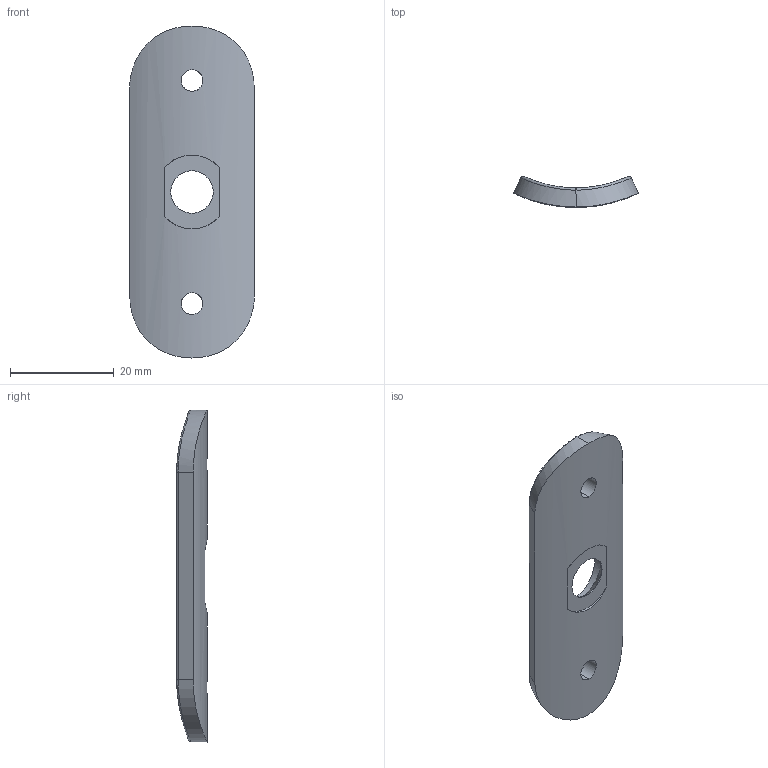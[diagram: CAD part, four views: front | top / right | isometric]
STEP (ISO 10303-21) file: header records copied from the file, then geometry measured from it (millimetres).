
FILE_DESCRIPTION (( 'STEP AP203' ), '1' );
FILE_NAME ('60183-240-4.step', '2019-03-20T12:33:53', ( '' ), ( '' ), 'SwSTEP 2.0', 'SolidWorks 2015', '' );
FILE_SCHEMA (( 'CONFIG_CONTROL_DESIGN' ));
Length unit declared in the file: millimetre
Products named in the file (1): 60183-240-4
Bounding box: 24 x 5.89 x 64 mm (x, y, z)
Volume: 4540.1 mm3; surface area: 3286.2 mm2
Topology: 1 solids, 1 shells, 275 faces, 719 edges, 476 vertices
Faces by surface type: bspline 116, plane 109, cylinder 48, cone 2
Entity records: 14046 total; most frequent: CARTESIAN_POINT 7992, ORIENTED_EDGE 1438, DIRECTION 873, EDGE_CURVE 719, VERTEX_POINT 476, LINE 335, VECTOR 335, EDGE_LOOP 311
